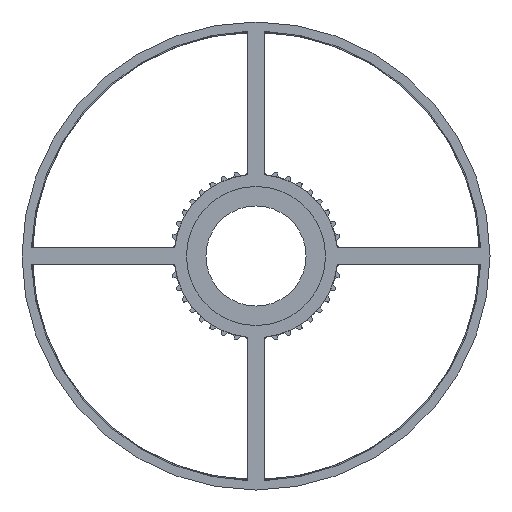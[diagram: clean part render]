
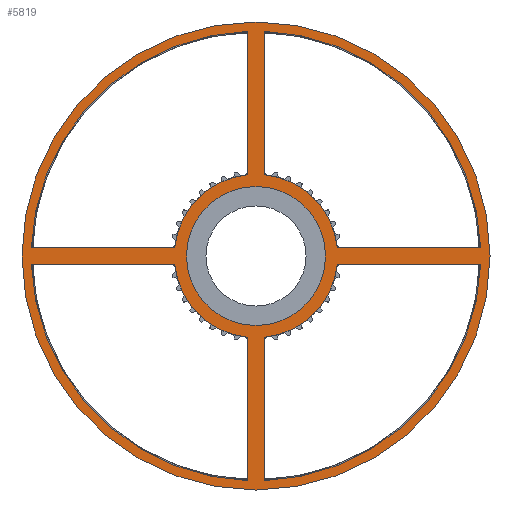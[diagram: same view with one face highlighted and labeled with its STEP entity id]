
A CAD part, front view. The second image highlights one B-rep face of the part: STEP entity #5819.
In plain terms, the highlighted planar face has unit normal (0, -1, 0).
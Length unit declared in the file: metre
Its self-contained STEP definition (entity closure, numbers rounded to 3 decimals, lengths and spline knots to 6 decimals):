
#662=CIRCLE('',#6347,0.02159);
#663=CIRCLE('',#6348,0.072708);
#664=CIRCLE('',#6349,0.06985);
#665=CIRCLE('',#6350,0.0254);
#666=CIRCLE('',#6351,0.06985);
#667=CIRCLE('',#6352,0.0254);
#668=CIRCLE('',#6353,0.06985);
#669=CIRCLE('',#6354,0.0254);
#670=CIRCLE('',#6355,0.0254);
#671=CIRCLE('',#6356,0.06985);
#1179=ORIENTED_EDGE('',*,*,#3081,.F.);
#1180=ORIENTED_EDGE('',*,*,#3082,.T.);
#1181=ORIENTED_EDGE('',*,*,#3083,.F.);
#1182=ORIENTED_EDGE('',*,*,#3084,.T.);
#1183=ORIENTED_EDGE('',*,*,#3085,.T.);
#1184=ORIENTED_EDGE('',*,*,#3086,.T.);
#1185=ORIENTED_EDGE('',*,*,#3087,.F.);
#1186=ORIENTED_EDGE('',*,*,#3088,.T.);
#1187=ORIENTED_EDGE('',*,*,#3089,.T.);
#1188=ORIENTED_EDGE('',*,*,#3090,.T.);
#1189=ORIENTED_EDGE('',*,*,#3091,.F.);
#1190=ORIENTED_EDGE('',*,*,#3092,.T.);
#1191=ORIENTED_EDGE('',*,*,#3093,.T.);
#1192=ORIENTED_EDGE('',*,*,#3094,.T.);
#1193=ORIENTED_EDGE('',*,*,#3095,.T.);
#1194=ORIENTED_EDGE('',*,*,#3096,.T.);
#1195=ORIENTED_EDGE('',*,*,#3097,.F.);
#1196=ORIENTED_EDGE('',*,*,#3098,.T.);
#3081=EDGE_CURVE('',#4032,#4032,#662,.T.);
#3082=EDGE_CURVE('',#4033,#4033,#663,.T.);
#3083=EDGE_CURVE('',#4034,#4035,#664,.T.);
#3084=EDGE_CURVE('',#4034,#4036,#4395,.T.);
#3085=EDGE_CURVE('',#4036,#4037,#665,.T.);
#3086=EDGE_CURVE('',#4037,#4035,#4396,.T.);
#3087=EDGE_CURVE('',#4038,#4039,#666,.T.);
#3088=EDGE_CURVE('',#4038,#4040,#4397,.T.);
#3089=EDGE_CURVE('',#4040,#4041,#667,.T.);
#3090=EDGE_CURVE('',#4041,#4039,#4398,.T.);
#3091=EDGE_CURVE('',#4042,#4043,#668,.T.);
#3092=EDGE_CURVE('',#4042,#4044,#4399,.T.);
#3093=EDGE_CURVE('',#4044,#4045,#669,.T.);
#3094=EDGE_CURVE('',#4045,#4043,#4400,.T.);
#3095=EDGE_CURVE('',#4046,#4047,#670,.T.);
#3096=EDGE_CURVE('',#4047,#4048,#4401,.T.);
#3097=EDGE_CURVE('',#4049,#4048,#671,.T.);
#3098=EDGE_CURVE('',#4049,#4046,#4402,.T.);
#4032=VERTEX_POINT('',#11180);
#4033=VERTEX_POINT('',#11182);
#4034=VERTEX_POINT('',#11184);
#4035=VERTEX_POINT('',#11185);
#4036=VERTEX_POINT('',#11187);
#4037=VERTEX_POINT('',#11189);
#4038=VERTEX_POINT('',#11192);
#4039=VERTEX_POINT('',#11193);
#4040=VERTEX_POINT('',#11195);
#4041=VERTEX_POINT('',#11197);
#4042=VERTEX_POINT('',#11200);
#4043=VERTEX_POINT('',#11201);
#4044=VERTEX_POINT('',#11203);
#4045=VERTEX_POINT('',#11205);
#4046=VERTEX_POINT('',#11208);
#4047=VERTEX_POINT('',#11209);
#4048=VERTEX_POINT('',#11211);
#4049=VERTEX_POINT('',#11213);
#4395=LINE('',#11186,#4683);
#4396=LINE('',#11190,#4684);
#4397=LINE('',#11194,#4685);
#4398=LINE('',#11198,#4686);
#4399=LINE('',#11202,#4687);
#4400=LINE('',#11206,#4688);
#4401=LINE('',#11210,#4689);
#4402=LINE('',#11214,#4690);
#4683=VECTOR('',#7269,1.);
#4684=VECTOR('',#7272,1.);
#4685=VECTOR('',#7275,1.);
#4686=VECTOR('',#7278,1.);
#4687=VECTOR('',#7281,1.);
#4688=VECTOR('',#7284,1.);
#4689=VECTOR('',#7287,1.);
#4690=VECTOR('',#7290,1.);
#5004=EDGE_LOOP('',(#1179));
#5005=EDGE_LOOP('',(#1180));
#5006=EDGE_LOOP('',(#1181,#1182,#1183,#1184));
#5007=EDGE_LOOP('',(#1185,#1186,#1187,#1188));
#5008=EDGE_LOOP('',(#1189,#1190,#1191,#1192));
#5009=EDGE_LOOP('',(#1193,#1194,#1195,#1196));
#5364=FACE_BOUND('',#5004,.T.);
#5365=FACE_BOUND('',#5005,.T.);
#5366=FACE_BOUND('',#5006,.T.);
#5367=FACE_BOUND('',#5007,.T.);
#5368=FACE_BOUND('',#5008,.T.);
#5369=FACE_BOUND('',#5009,.T.);
#5722=PLANE('',#6346);
#5819=ADVANCED_FACE('',(#5364,#5365,#5366,#5367,#5368,#5369),#5722,.F.);
#6346=AXIS2_PLACEMENT_3D('',#11178,#7261,#7262);
#6347=AXIS2_PLACEMENT_3D('',#11179,#7263,#7264);
#6348=AXIS2_PLACEMENT_3D('',#11181,#7265,#7266);
#6349=AXIS2_PLACEMENT_3D('',#11183,#7267,#7268);
#6350=AXIS2_PLACEMENT_3D('',#11188,#7270,#7271);
#6351=AXIS2_PLACEMENT_3D('',#11191,#7273,#7274);
#6352=AXIS2_PLACEMENT_3D('',#11196,#7276,#7277);
#6353=AXIS2_PLACEMENT_3D('',#11199,#7279,#7280);
#6354=AXIS2_PLACEMENT_3D('',#11204,#7282,#7283);
#6355=AXIS2_PLACEMENT_3D('',#11207,#7285,#7286);
#6356=AXIS2_PLACEMENT_3D('',#11212,#7288,#7289);
#7261=DIRECTION('',(0.,1.,0.));
#7262=DIRECTION('',(0.,0.,1.));
#7263=DIRECTION('',(0.,-1.,0.));
#7264=DIRECTION('',(0.,0.,-1.));
#7265=DIRECTION('',(0.,-1.,0.));
#7266=DIRECTION('',(0.,0.,-1.));
#7267=DIRECTION('',(0.,-1.,0.));
#7268=DIRECTION('',(0.,0.,-1.));
#7269=DIRECTION('',(0.,0.,-1.));
#7270=DIRECTION('',(0.,-1.,0.));
#7271=DIRECTION('',(0.,0.,-1.));
#7272=DIRECTION('',(-1.,0.,0.));
#7273=DIRECTION('',(0.,-1.,0.));
#7274=DIRECTION('',(0.,0.,-1.));
#7275=DIRECTION('',(0.,0.,1.));
#7276=DIRECTION('',(0.,-1.,0.));
#7277=DIRECTION('',(0.,0.,-1.));
#7278=DIRECTION('',(1.,0.,0.));
#7279=DIRECTION('',(0.,-1.,0.));
#7280=DIRECTION('',(0.,0.,-1.));
#7281=DIRECTION('',(1.,0.,0.));
#7282=DIRECTION('',(0.,-1.,0.));
#7283=DIRECTION('',(0.,0.,-1.));
#7284=DIRECTION('',(0.,0.,-1.));
#7285=DIRECTION('',(0.,-1.,0.));
#7286=DIRECTION('',(0.,0.,-1.));
#7287=DIRECTION('',(0.,0.,1.));
#7288=DIRECTION('',(0.,-1.,0.));
#7289=DIRECTION('',(0.,0.,-1.));
#7290=DIRECTION('',(-1.,0.,0.));
#11178=CARTESIAN_POINT('',(0.,-0.01016,0.));
#11179=CARTESIAN_POINT('',(0.,-0.01016,0.));
#11180=CARTESIAN_POINT('',(0.,-0.01016,-0.02159));
#11181=CARTESIAN_POINT('',(0.,-0.01016,0.));
#11182=CARTESIAN_POINT('',(0.,-0.01016,-0.072708));
#11183=CARTESIAN_POINT('',(0.,-0.01016,0.));
#11184=CARTESIAN_POINT('',(-0.00254,-0.01016,0.069804));
#11185=CARTESIAN_POINT('',(-0.069804,-0.01016,0.00254));
#11186=CARTESIAN_POINT('',(-0.00254,-0.01016,0.047538));
#11187=CARTESIAN_POINT('',(-0.00254,-0.01016,0.025273));
#11188=CARTESIAN_POINT('',(0.,-0.01016,0.));
#11189=CARTESIAN_POINT('',(-0.025273,-0.01016,0.00254));
#11190=CARTESIAN_POINT('',(-0.047538,-0.01016,0.00254));
#11191=CARTESIAN_POINT('',(0.,-0.01016,0.));
#11192=CARTESIAN_POINT('',(0.00254,-0.01016,-0.069804));
#11193=CARTESIAN_POINT('',(0.069804,-0.01016,-0.00254));
#11194=CARTESIAN_POINT('',(0.00254,-0.01016,-0.047538));
#11195=CARTESIAN_POINT('',(0.00254,-0.01016,-0.025273));
#11196=CARTESIAN_POINT('',(0.,-0.01016,0.));
#11197=CARTESIAN_POINT('',(0.025273,-0.01016,-0.00254));
#11198=CARTESIAN_POINT('',(0.047538,-0.01016,-0.00254));
#11199=CARTESIAN_POINT('',(0.,-0.01016,0.));
#11200=CARTESIAN_POINT('',(-0.069804,-0.01016,-0.00254));
#11201=CARTESIAN_POINT('',(-0.00254,-0.01016,-0.069804));
#11202=CARTESIAN_POINT('',(-0.047538,-0.01016,-0.00254));
#11203=CARTESIAN_POINT('',(-0.025273,-0.01016,-0.00254));
#11204=CARTESIAN_POINT('',(0.,-0.01016,0.));
#11205=CARTESIAN_POINT('',(-0.00254,-0.01016,-0.025273));
#11206=CARTESIAN_POINT('',(-0.00254,-0.01016,-0.047538));
#11207=CARTESIAN_POINT('',(0.,-0.01016,0.));
#11208=CARTESIAN_POINT('',(0.025273,-0.01016,0.00254));
#11209=CARTESIAN_POINT('',(0.00254,-0.01016,0.025273));
#11210=CARTESIAN_POINT('',(0.00254,-0.01016,0.047538));
#11211=CARTESIAN_POINT('',(0.00254,-0.01016,0.069804));
#11212=CARTESIAN_POINT('',(0.,-0.01016,0.));
#11213=CARTESIAN_POINT('',(0.069804,-0.01016,0.00254));
#11214=CARTESIAN_POINT('',(0.047538,-0.01016,0.00254));
